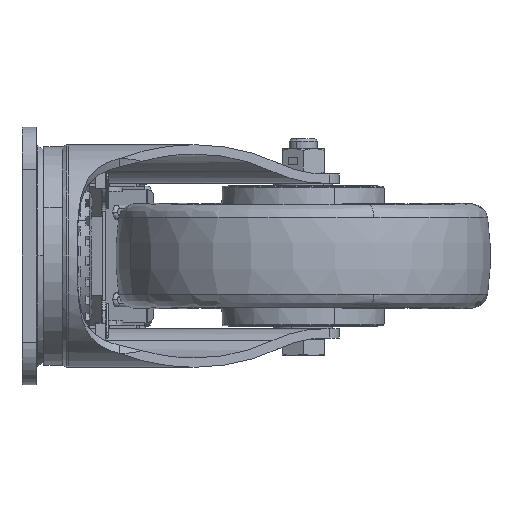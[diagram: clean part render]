
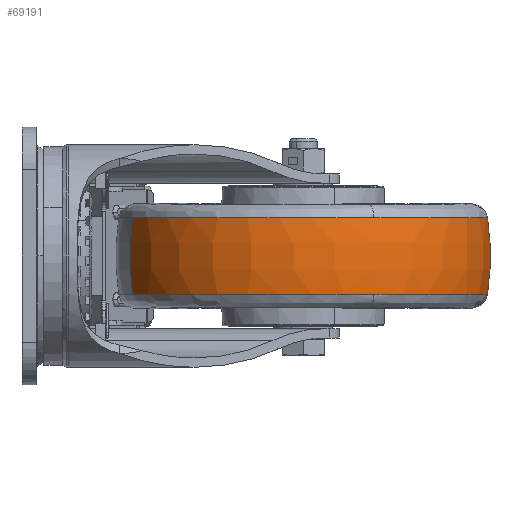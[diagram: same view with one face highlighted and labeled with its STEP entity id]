
A CAD part, left-side view. The second image highlights one B-rep face of the part: STEP entity #69191.
In plain terms, the highlighted toroidal (fillet/blend) face has major radius 30 mm and minor radius 110 mm.
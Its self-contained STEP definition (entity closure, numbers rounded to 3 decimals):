
#2191 = DIRECTION ( 'NONE',  ( 0.383, -0.924, 0. ) ) ;
#3034 = DIRECTION ( 'NONE',  ( 0., 0., -1. ) ) ;
#4258 = CIRCLE ( 'NONE', #23491, 110. ) ;
#5701 = CARTESIAN_POINT ( 'NONE',  ( 29.821, -47.222, 16.289 ) ) ;
#6174 = DIRECTION ( 'NONE',  ( 0., 0., 1. ) ) ;
#7247 = EDGE_CURVE ( 'NONE', #39662, #44972, #21304, .T. ) ;
#8021 = ORIENTED_EDGE ( 'NONE', *, *, #70534, .T. ) ;
#11568 = VERTEX_POINT ( 'NONE', #61457 ) ;
#12856 = CIRCLE ( 'NONE', #37836, 110. ) ;
#17416 = CARTESIAN_POINT ( 'NONE',  ( 60., -120., 16.289 ) ) ;
#18243 = ORIENTED_EDGE ( 'NONE', *, *, #58014, .T. ) ;
#19073 = AXIS2_PLACEMENT_3D ( 'NONE', #37769, #3034, #43520 ) ;
#19517 = ORIENTED_EDGE ( 'NONE', *, *, #44621, .T. ) ;
#21304 = CIRCLE ( 'NONE', #24103, 78.787 ) ;
#22498 = ORIENTED_EDGE ( 'NONE', *, *, #68853, .T. ) ;
#23236 = DIRECTION ( 'NONE',  ( -0.924, -0.383, 0. ) ) ;
#23491 = AXIS2_PLACEMENT_3D ( 'NONE', #71552, #36919, #2191 ) ;
#24103 = AXIS2_PLACEMENT_3D ( 'NONE', #17416, #57917, #23236 ) ;
#28556 = DIRECTION ( 'NONE',  ( 0.924, 0.383, 0. ) ) ;
#30337 = CARTESIAN_POINT ( 'NONE',  ( 29.821, -47.222, -16.289 ) ) ;
#30478 = CARTESIAN_POINT ( 'NONE',  ( -12.778, -150.179, -16.289 ) ) ;
#31577 = CIRCLE ( 'NONE', #66347, 78.787 ) ;
#31804 = CARTESIAN_POINT ( 'NONE',  ( 60., -120., -16.289 ) ) ;
#35782 = EDGE_CURVE ( 'NONE', #64460, #11568, #12856, .T. ) ;
#35960 = FACE_OUTER_BOUND ( 'NONE', #45208, .T. ) ;
#36919 = DIRECTION ( 'NONE',  ( -0.924, -0.383, 0. ) ) ;
#37629 = DIRECTION ( 'NONE',  ( -0.383, 0.924, 0. ) ) ;
#37769 = CARTESIAN_POINT ( 'NONE',  ( 60., -120., 16.289 ) ) ;
#37836 = AXIS2_PLACEMENT_3D ( 'NONE', #63246, #28556, #69072 ) ;
#39662 = VERTEX_POINT ( 'NONE', #59296 ) ;
#39671 = VERTEX_POINT ( 'NONE', #30478 ) ;
#40864 = CARTESIAN_POINT ( 'NONE',  ( 60., -120., -16.289 ) ) ;
#43507 = CARTESIAN_POINT ( 'NONE',  ( 90.179, -192.778, 16.289 ) ) ;
#43520 = DIRECTION ( 'NONE',  ( -0.924, -0.383, 0. ) ) ;
#44621 = EDGE_CURVE ( 'NONE', #44972, #54199, #4258, .T. ) ;
#44972 = VERTEX_POINT ( 'NONE', #5701 ) ;
#45208 = EDGE_LOOP ( 'NONE', ( #22498, #63966, #19517, #8021, #18243, #57143 ) ) ;
#46648 = DIRECTION ( 'NONE',  ( -0.383, 0.924, 0. ) ) ;
#47079 = CARTESIAN_POINT ( 'NONE',  ( 60., -120., 0. ) ) ;
#47161 = AXIS2_PLACEMENT_3D ( 'NONE', #40864, #6174, #46648 ) ;
#48659 = CIRCLE ( 'NONE', #19073, 78.787 ) ;
#53085 = DIRECTION ( 'NONE',  ( 0.383, -0.924, 0. ) ) ;
#54199 = VERTEX_POINT ( 'NONE', #30337 ) ;
#57143 = ORIENTED_EDGE ( 'NONE', *, *, #35782, .F. ) ;
#57917 = DIRECTION ( 'NONE',  ( 0., 0., -1. ) ) ;
#58014 = EDGE_CURVE ( 'NONE', #39671, #11568, #61861, .T. ) ;
#59296 = CARTESIAN_POINT ( 'NONE',  ( -12.778, -150.179, 16.289 ) ) ;
#61202 = TOROIDAL_SURFACE ( 'NONE', #67678, -30., 110. ) ;
#61457 = CARTESIAN_POINT ( 'NONE',  ( 90.179, -192.778, -16.289 ) ) ;
#61861 = CIRCLE ( 'NONE', #47161, 78.787 ) ;
#63246 = CARTESIAN_POINT ( 'NONE',  ( 48.509, -92.288, 0. ) ) ;
#63966 = ORIENTED_EDGE ( 'NONE', *, *, #7247, .T. ) ;
#64460 = VERTEX_POINT ( 'NONE', #43507 ) ;
#66347 = AXIS2_PLACEMENT_3D ( 'NONE', #31804, #72275, #37629 ) ;
#67678 = AXIS2_PLACEMENT_3D ( 'NONE', #47079, #70366, #53085 ) ;
#68853 = EDGE_CURVE ( 'NONE', #64460, #39662, #48659, .T. ) ;
#69072 = DIRECTION ( 'NONE',  ( -0.383, 0.924, 0. ) ) ;
#69191 = ADVANCED_FACE ( 'NONE', ( #35960 ), #61202, .T. ) ;
#70366 = DIRECTION ( 'NONE',  ( 0., 0., -1. ) ) ;
#70534 = EDGE_CURVE ( 'NONE', #54199, #39671, #31577, .T. ) ;
#71552 = CARTESIAN_POINT ( 'NONE',  ( 71.491, -147.712, 0. ) ) ;
#72275 = DIRECTION ( 'NONE',  ( 0., 0., 1. ) ) ;
